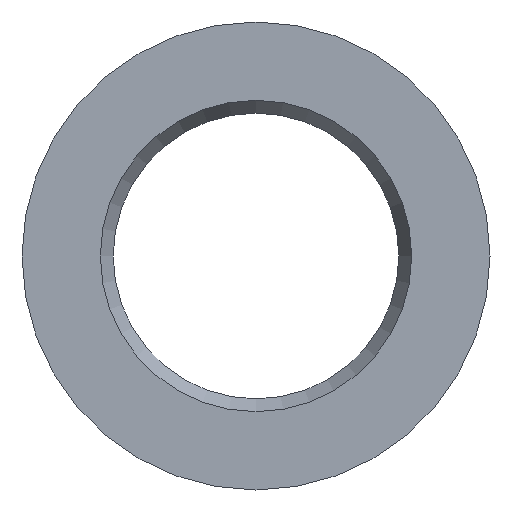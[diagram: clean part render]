
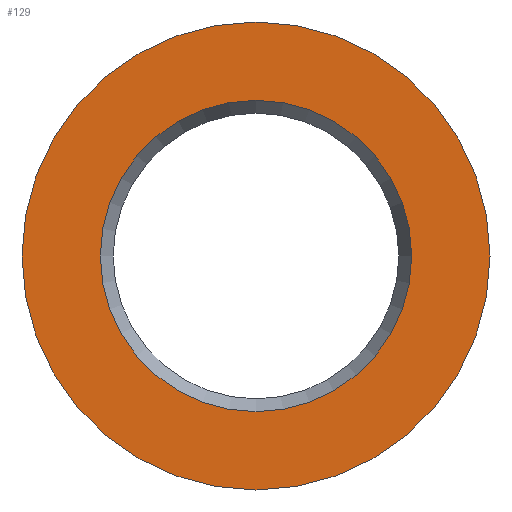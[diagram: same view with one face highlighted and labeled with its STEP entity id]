
A CAD part, left-side view. The second image highlights one B-rep face of the part: STEP entity #129.
In plain terms, the highlighted planar face has unit normal (-1, 0, 0).
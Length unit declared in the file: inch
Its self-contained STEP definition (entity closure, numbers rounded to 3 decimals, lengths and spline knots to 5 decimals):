
#3 = DIRECTION ( 'NONE',  ( 0., 0., -1. ) ) ;
#19 = CARTESIAN_POINT ( 'NONE',  ( -4.52756, 0., -5.27559 ) ) ;
#21 = VERTEX_POINT ( 'NONE', #19 ) ;
#36 = FACE_BOUND ( 'NONE', #223, .T. ) ;
#59 = EDGE_CURVE ( 'NONE', #238, #238, #110, .T. ) ;
#78 = ORIENTED_EDGE ( 'NONE', *, *, #177, .T. ) ;
#92 = AXIS2_PLACEMENT_3D ( 'NONE', #109, #235, #3 ) ;
#99 = DIRECTION ( 'NONE',  ( 1., 0., 0. ) ) ;
#107 = ORIENTED_EDGE ( 'NONE', *, *, #59, .T. ) ;
#109 = CARTESIAN_POINT ( 'NONE',  ( -4.52756, 0., 0. ) ) ;
#110 = CIRCLE ( 'NONE', #240, 3.50915 ) ;
#118 = CARTESIAN_POINT ( 'NONE',  ( -4.52756, 4.24803, 0. ) ) ;
#129 = ADVANCED_FACE ( 'NONE', ( #36, #225 ), #165, .T. ) ;
#144 = DIRECTION ( 'NONE',  ( 0., 0., 1. ) ) ;
#152 = DIRECTION ( 'NONE',  ( 0., 0., 1. ) ) ;
#155 = CARTESIAN_POINT ( 'NONE',  ( -4.52756, 0., 3.50915 ) ) ;
#165 = PLANE ( 'NONE',  #210 ) ;
#177 = EDGE_CURVE ( 'NONE', #21, #21, #193, .T. ) ;
#181 = EDGE_LOOP ( 'NONE', ( #78 ) ) ;
#193 = CIRCLE ( 'NONE', #92, 5.27559 ) ;
#210 = AXIS2_PLACEMENT_3D ( 'NONE', #118, #211, #152 ) ;
#211 = DIRECTION ( 'NONE',  ( -1., 0., 0. ) ) ;
#223 = EDGE_LOOP ( 'NONE', ( #107 ) ) ;
#225 = FACE_OUTER_BOUND ( 'NONE', #181, .T. ) ;
#228 = CARTESIAN_POINT ( 'NONE',  ( -4.52756, 0., 0. ) ) ;
#235 = DIRECTION ( 'NONE',  ( -1., 0., 0. ) ) ;
#238 = VERTEX_POINT ( 'NONE', #155 ) ;
#240 = AXIS2_PLACEMENT_3D ( 'NONE', #228, #99, #144 ) ;
